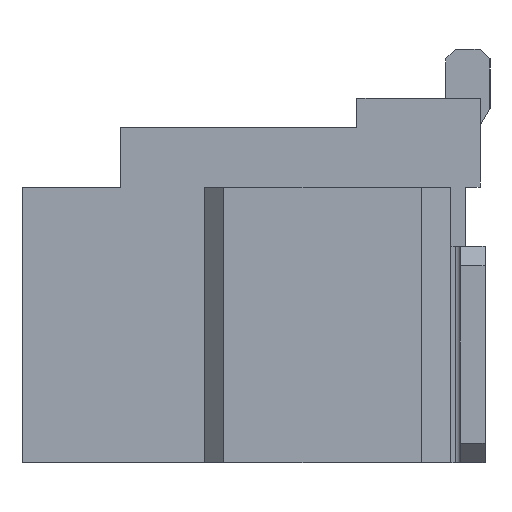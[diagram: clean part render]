
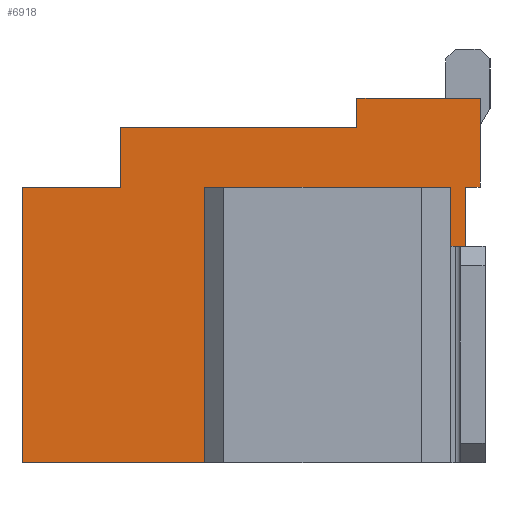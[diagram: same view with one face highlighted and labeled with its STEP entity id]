
A CAD part, left-side view. The second image highlights one B-rep face of the part: STEP entity #6918.
In plain terms, the highlighted planar face has unit normal (-1, 0, 0).
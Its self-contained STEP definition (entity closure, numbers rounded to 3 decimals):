
#73=DIRECTION('',(0.,1.,0.));
#74=VECTOR('',#73,1.25);
#75=CARTESIAN_POINT('',(-6.5,-3.675,2.1));
#76=LINE('',#75,#74);
#909=DIRECTION('',(0.,0.,1.));
#910=VECTOR('',#909,2.8);
#911=CARTESIAN_POINT('',(-6.5,0.975,-1.6));
#912=LINE('',#911,#910);
#1337=DIRECTION('',(0.,-1.,0.));
#1338=VECTOR('',#1337,1.);
#1339=CARTESIAN_POINT('',(-6.5,0.975,1.2));
#1340=LINE('',#1339,#1338);
#1341=DIRECTION('',(0.,0.,1.));
#1342=VECTOR('',#1341,0.6);
#1343=CARTESIAN_POINT('',(-6.5,-0.025,1.2));
#1344=LINE('',#1343,#1342);
#1345=DIRECTION('',(0.,-1.,0.));
#1346=VECTOR('',#1345,2.4);
#1347=CARTESIAN_POINT('',(-6.5,-0.025,1.8));
#1348=LINE('',#1347,#1346);
#1349=DIRECTION('',(0.,0.,-1.));
#1350=VECTOR('',#1349,0.3);
#1351=CARTESIAN_POINT('',(-6.5,-2.425,2.1));
#1352=LINE('',#1351,#1350);
#1353=DIRECTION('',(0.,1.,0.));
#1354=VECTOR('',#1353,0.15);
#1355=CARTESIAN_POINT('',(-6.5,-3.675,1.2));
#1356=LINE('',#1355,#1354);
#1357=DIRECTION('',(0.,0.,1.));
#1358=VECTOR('',#1357,2.1);
#1359=CARTESIAN_POINT('',(-6.5,-3.525,-0.9));
#1360=LINE('',#1359,#1358);
#1361=DIRECTION('',(0.,1.,0.));
#1362=VECTOR('',#1361,0.15);
#1363=CARTESIAN_POINT('',(-6.5,-3.675,-0.9));
#1364=LINE('',#1363,#1362);
#1365=DIRECTION('',(0.,1.,0.));
#1366=VECTOR('',#1365,0.3);
#1367=CARTESIAN_POINT('',(-6.5,-3.675,-1.6));
#1368=LINE('',#1367,#1366);
#1369=DIRECTION('',(0.,0.,1.));
#1370=VECTOR('',#1369,2.8);
#1371=CARTESIAN_POINT('',(-6.5,-3.375,-1.6));
#1372=LINE('',#1371,#1370);
#1373=DIRECTION('',(0.,-1.,0.));
#1374=VECTOR('',#1373,2.5);
#1375=CARTESIAN_POINT('',(-6.5,-0.875,1.2));
#1376=LINE('',#1375,#1374);
#1377=DIRECTION('',(0.,0.,1.));
#1378=VECTOR('',#1377,2.8);
#1379=CARTESIAN_POINT('',(-6.5,-0.875,-1.6));
#1380=LINE('',#1379,#1378);
#1381=DIRECTION('',(0.,1.,0.));
#1382=VECTOR('',#1381,1.85);
#1383=CARTESIAN_POINT('',(-6.5,-0.875,-1.6));
#1384=LINE('',#1383,#1382);
#1429=DIRECTION('',(0.,0.,1.));
#1430=VECTOR('',#1429,0.9);
#1431=CARTESIAN_POINT('',(-6.5,-3.675,1.2));
#1432=LINE('',#1431,#1430);
#1469=DIRECTION('',(0.,0.,1.));
#1470=VECTOR('',#1469,0.7);
#1471=CARTESIAN_POINT('',(-6.5,-3.675,-1.6));
#1472=LINE('',#1471,#1470);
#4215=CARTESIAN_POINT('',(-6.5,-0.875,1.2));
#4216=CARTESIAN_POINT('',(-6.5,-3.375,1.2));
#4217=VERTEX_POINT('',#4215);
#4218=VERTEX_POINT('',#4216);
#4219=CARTESIAN_POINT('',(-6.5,-0.875,-1.6));
#4220=VERTEX_POINT('',#4219);
#4227=CARTESIAN_POINT('',(-6.5,0.975,-1.6));
#4228=VERTEX_POINT('',#4227);
#4247=CARTESIAN_POINT('',(-6.5,-3.675,2.1));
#4248=VERTEX_POINT('',#4247);
#4253=CARTESIAN_POINT('',(-6.5,-3.675,-1.6));
#4254=VERTEX_POINT('',#4253);
#4271=CARTESIAN_POINT('',(-6.5,-2.425,2.1));
#4272=CARTESIAN_POINT('',(-6.5,-2.425,1.8));
#4273=VERTEX_POINT('',#4271);
#4274=VERTEX_POINT('',#4272);
#4280=CARTESIAN_POINT('',(-6.5,-0.025,1.8));
#4282=VERTEX_POINT('',#4280);
#4449=CARTESIAN_POINT('',(-6.5,0.975,1.2));
#4450=CARTESIAN_POINT('',(-6.5,-0.025,1.2));
#4451=VERTEX_POINT('',#4449);
#4452=VERTEX_POINT('',#4450);
#4863=CARTESIAN_POINT('',(-6.5,-3.375,-1.6));
#4864=VERTEX_POINT('',#4863);
#5491=CARTESIAN_POINT('',(-6.5,-3.675,1.2));
#5493=VERTEX_POINT('',#5491);
#5499=CARTESIAN_POINT('',(-6.5,-3.675,-0.9));
#5501=VERTEX_POINT('',#5499);
#5507=CARTESIAN_POINT('',(-6.5,-3.525,1.2));
#5508=VERTEX_POINT('',#5507);
#5509=CARTESIAN_POINT('',(-6.5,-3.525,-0.9));
#5510=VERTEX_POINT('',#5509);
#6885=CARTESIAN_POINT('',(-6.5,-3.675,-1.6));
#6886=DIRECTION('',(-1.,0.,0.));
#6887=DIRECTION('',(0.,0.,1.));
#6888=AXIS2_PLACEMENT_3D('',#6885,#6886,#6887);
#6889=PLANE('',#6888);
#6890=ORIENTED_EDGE('',*,*,#6463,.T.);
#6892=ORIENTED_EDGE('',*,*,#6891,.T.);
#6894=ORIENTED_EDGE('',*,*,#6893,.T.);
#6895=ORIENTED_EDGE('',*,*,#6578,.F.);
#6896=ORIENTED_EDGE('',*,*,#5604,.F.);
#6898=ORIENTED_EDGE('',*,*,#6897,.F.);
#6900=ORIENTED_EDGE('',*,*,#6899,.T.);
#6902=ORIENTED_EDGE('',*,*,#6901,.F.);
#6904=ORIENTED_EDGE('',*,*,#6903,.F.);
#6906=ORIENTED_EDGE('',*,*,#6905,.F.);
#6907=ORIENTED_EDGE('',*,*,#5932,.T.);
#6909=ORIENTED_EDGE('',*,*,#6908,.T.);
#6911=ORIENTED_EDGE('',*,*,#6910,.F.);
#6913=ORIENTED_EDGE('',*,*,#6912,.F.);
#6914=ORIENTED_EDGE('',*,*,#5910,.T.);
#6915=ORIENTED_EDGE('',*,*,#6396,.T.);
#6916=EDGE_LOOP('',(#6890,#6892,#6894,#6895,#6896,#6898,#6900,#6902,#6904,#6906,
#6907,#6909,#6911,#6913,#6914,#6915));
#6917=FACE_OUTER_BOUND('',#6916,.F.);
#6918=ADVANCED_FACE('',(#6917),#6889,.T.);
#5604=EDGE_CURVE('',#4248,#4273,#76,.T.);
#5910=EDGE_CURVE('',#4220,#4228,#1384,.T.);
#5932=EDGE_CURVE('',#4254,#4864,#1368,.T.);
#6396=EDGE_CURVE('',#4228,#4451,#912,.T.);
#6463=EDGE_CURVE('',#4451,#4452,#1340,.T.);
#6578=EDGE_CURVE('',#4273,#4274,#1352,.T.);
#6891=EDGE_CURVE('',#4452,#4282,#1344,.T.);
#6893=EDGE_CURVE('',#4282,#4274,#1348,.T.);
#6897=EDGE_CURVE('',#5493,#4248,#1432,.T.);
#6899=EDGE_CURVE('',#5493,#5508,#1356,.T.);
#6901=EDGE_CURVE('',#5510,#5508,#1360,.T.);
#6903=EDGE_CURVE('',#5501,#5510,#1364,.T.);
#6905=EDGE_CURVE('',#4254,#5501,#1472,.T.);
#6908=EDGE_CURVE('',#4864,#4218,#1372,.T.);
#6910=EDGE_CURVE('',#4217,#4218,#1376,.T.);
#6912=EDGE_CURVE('',#4220,#4217,#1380,.T.);
